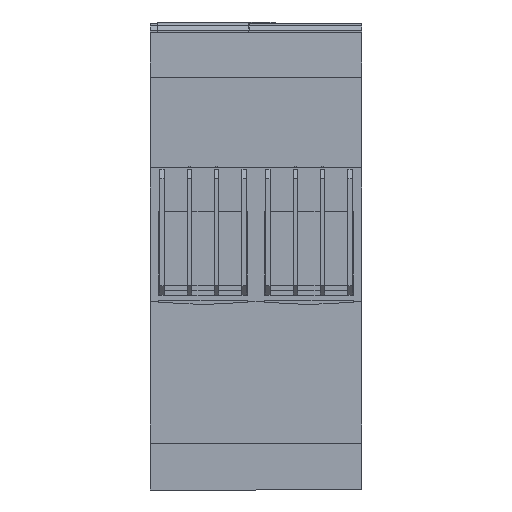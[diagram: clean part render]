
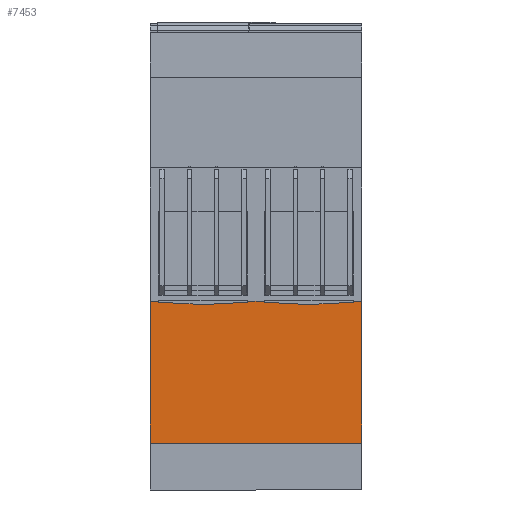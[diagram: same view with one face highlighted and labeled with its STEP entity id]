
A CAD part, front view. The second image highlights one B-rep face of the part: STEP entity #7453.
In plain terms, the highlighted planar face has unit normal (0, -1, 0).
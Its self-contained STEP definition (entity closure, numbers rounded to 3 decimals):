
#329=FACE_OUTER_BOUND('',#706,.T.);
#706=EDGE_LOOP('',(#5300,#5301,#5302,#5303,#5304,#5305,#5306,#5307,#5308,
#5309,#5310,#5311,#5312,#5313,#5314,#5315,#5316,#5317,#5318,#5319,#5320,
#5321));
#1334=LINE('',#11006,#2270);
#1335=LINE('',#11008,#2271);
#1336=LINE('',#11010,#2272);
#1337=LINE('',#11012,#2273);
#1338=LINE('',#11014,#2274);
#1339=LINE('',#11016,#2275);
#1340=LINE('',#11018,#2276);
#1341=LINE('',#11020,#2277);
#1342=LINE('',#11022,#2278);
#1343=LINE('',#11024,#2279);
#1344=LINE('',#11026,#2280);
#1345=LINE('',#11028,#2281);
#1346=LINE('',#11030,#2282);
#1347=LINE('',#11032,#2283);
#1348=LINE('',#11034,#2284);
#1349=LINE('',#11036,#2285);
#1350=LINE('',#11038,#2286);
#1351=LINE('',#11040,#2287);
#1352=LINE('',#11042,#2288);
#1353=LINE('',#11044,#2289);
#1354=LINE('',#11046,#2290);
#1355=LINE('',#11047,#2291);
#2270=VECTOR('',#8902,0.4);
#2271=VECTOR('',#8903,2.);
#2272=VECTOR('',#8904,0.121);
#2273=VECTOR('',#8905,7.46);
#2274=VECTOR('',#8906,7.46);
#2275=VECTOR('',#8907,0.121);
#2276=VECTOR('',#8908,2.);
#2277=VECTOR('',#8909,0.4);
#2278=VECTOR('',#8910,10.);
#2279=VECTOR('',#8911,10.);
#2280=VECTOR('',#8912,10.);
#2281=VECTOR('',#8913,10.);
#2282=VECTOR('',#8914,10.);
#2283=VECTOR('',#8915,0.4);
#2284=VECTOR('',#8916,2.);
#2285=VECTOR('',#8917,0.121);
#2286=VECTOR('',#8918,7.46);
#2287=VECTOR('',#8919,7.46);
#2288=VECTOR('',#8920,0.121);
#2289=VECTOR('',#8921,2.);
#2290=VECTOR('',#8922,0.4);
#2291=VECTOR('',#8923,10.);
#3164=VERTEX_POINT('',#11004);
#3165=VERTEX_POINT('',#11005);
#3166=VERTEX_POINT('',#11007);
#3167=VERTEX_POINT('',#11009);
#3168=VERTEX_POINT('',#11011);
#3169=VERTEX_POINT('',#11013);
#3170=VERTEX_POINT('',#11015);
#3171=VERTEX_POINT('',#11017);
#3172=VERTEX_POINT('',#11019);
#3173=VERTEX_POINT('',#11021);
#3174=VERTEX_POINT('',#11023);
#3175=VERTEX_POINT('',#11025);
#3176=VERTEX_POINT('',#11027);
#3177=VERTEX_POINT('',#11029);
#3178=VERTEX_POINT('',#11031);
#3179=VERTEX_POINT('',#11033);
#3180=VERTEX_POINT('',#11035);
#3181=VERTEX_POINT('',#11037);
#3182=VERTEX_POINT('',#11039);
#3183=VERTEX_POINT('',#11041);
#3184=VERTEX_POINT('',#11043);
#3185=VERTEX_POINT('',#11045);
#3982=EDGE_CURVE('',#3164,#3165,#1334,.T.);
#3983=EDGE_CURVE('',#3166,#3164,#1335,.T.);
#3984=EDGE_CURVE('',#3167,#3166,#1336,.T.);
#3985=EDGE_CURVE('',#3168,#3167,#1337,.T.);
#3986=EDGE_CURVE('',#3169,#3168,#1338,.T.);
#3987=EDGE_CURVE('',#3169,#3170,#1339,.T.);
#3988=EDGE_CURVE('',#3171,#3170,#1340,.T.);
#3989=EDGE_CURVE('',#3172,#3171,#1341,.T.);
#3990=EDGE_CURVE('',#3173,#3172,#1342,.T.);
#3991=EDGE_CURVE('',#3174,#3173,#1343,.T.);
#3992=EDGE_CURVE('',#3174,#3175,#1344,.T.);
#3993=EDGE_CURVE('',#3176,#3175,#1345,.T.);
#3994=EDGE_CURVE('',#3177,#3176,#1346,.T.);
#3995=EDGE_CURVE('',#3178,#3177,#1347,.T.);
#3996=EDGE_CURVE('',#3179,#3178,#1348,.T.);
#3997=EDGE_CURVE('',#3180,#3179,#1349,.T.);
#3998=EDGE_CURVE('',#3181,#3180,#1350,.T.);
#3999=EDGE_CURVE('',#3182,#3181,#1351,.T.);
#4000=EDGE_CURVE('',#3182,#3183,#1352,.T.);
#4001=EDGE_CURVE('',#3184,#3183,#1353,.T.);
#4002=EDGE_CURVE('',#3185,#3184,#1354,.T.);
#4003=EDGE_CURVE('',#3165,#3185,#1355,.T.);
#5300=ORIENTED_EDGE('',*,*,#3982,.F.);
#5301=ORIENTED_EDGE('',*,*,#3983,.F.);
#5302=ORIENTED_EDGE('',*,*,#3984,.F.);
#5303=ORIENTED_EDGE('',*,*,#3985,.F.);
#5304=ORIENTED_EDGE('',*,*,#3986,.F.);
#5305=ORIENTED_EDGE('',*,*,#3987,.T.);
#5306=ORIENTED_EDGE('',*,*,#3988,.F.);
#5307=ORIENTED_EDGE('',*,*,#3989,.F.);
#5308=ORIENTED_EDGE('',*,*,#3990,.F.);
#5309=ORIENTED_EDGE('',*,*,#3991,.F.);
#5310=ORIENTED_EDGE('',*,*,#3992,.T.);
#5311=ORIENTED_EDGE('',*,*,#3993,.F.);
#5312=ORIENTED_EDGE('',*,*,#3994,.F.);
#5313=ORIENTED_EDGE('',*,*,#3995,.F.);
#5314=ORIENTED_EDGE('',*,*,#3996,.F.);
#5315=ORIENTED_EDGE('',*,*,#3997,.F.);
#5316=ORIENTED_EDGE('',*,*,#3998,.F.);
#5317=ORIENTED_EDGE('',*,*,#3999,.F.);
#5318=ORIENTED_EDGE('',*,*,#4000,.T.);
#5319=ORIENTED_EDGE('',*,*,#4001,.F.);
#5320=ORIENTED_EDGE('',*,*,#4002,.F.);
#5321=ORIENTED_EDGE('',*,*,#4003,.F.);
#6805=PLANE('',#7885);
#7453=ADVANCED_FACE('',(#329),#6805,.T.);
#7885=AXIS2_PLACEMENT_3D('',#11003,#8900,#8901);
#8900=DIRECTION('center_axis',(0.,-1.,0.));
#8901=DIRECTION('ref_axis',(0.,0.,-1.));
#8902=DIRECTION('',(0.,0.,1.));
#8903=DIRECTION('',(1.,0.,0.));
#8904=DIRECTION('',(0.,0.,1.));
#8905=DIRECTION('',(0.999,0.,0.052));
#8906=DIRECTION('',(0.999,0.,-0.052));
#8907=DIRECTION('',(0.,0.,1.));
#8908=DIRECTION('',(1.,0.,0.));
#8909=DIRECTION('',(0.,0.,-1.));
#8910=DIRECTION('',(1.,0.,0.));
#8911=DIRECTION('',(0.,0.,1.));
#8912=DIRECTION('',(1.,0.,0.));
#8913=DIRECTION('',(0.,0.,-1.));
#8914=DIRECTION('',(1.,0.,0.));
#8915=DIRECTION('',(0.,0.,1.));
#8916=DIRECTION('',(1.,0.,0.));
#8917=DIRECTION('',(0.,0.,1.));
#8918=DIRECTION('',(0.999,0.,0.052));
#8919=DIRECTION('',(0.999,0.,-0.052));
#8920=DIRECTION('',(0.,0.,1.));
#8921=DIRECTION('',(1.,0.,0.));
#8922=DIRECTION('',(0.,0.,-1.));
#8923=DIRECTION('',(1.,0.,0.));
#11003=CARTESIAN_POINT('Origin',(-22.5,-39.133,40.088));
#11004=CARTESIAN_POINT('',(-1.8,-39.133,39.898));
#11005=CARTESIAN_POINT('',(-1.8,-39.133,40.088));
#11006=CARTESIAN_POINT('',(-1.8,-39.133,39.898));
#11007=CARTESIAN_POINT('',(-3.8,-39.133,39.898));
#11008=CARTESIAN_POINT('',(-3.8,-39.133,39.898));
#11009=CARTESIAN_POINT('',(-3.8,-39.133,39.777));
#11010=CARTESIAN_POINT('',(-3.8,-39.133,39.777));
#11011=CARTESIAN_POINT('',(-11.25,-39.133,39.387));
#11012=CARTESIAN_POINT('',(-11.25,-39.133,39.387));
#11013=CARTESIAN_POINT('',(-18.7,-39.133,39.777));
#11014=CARTESIAN_POINT('',(-18.7,-39.133,39.777));
#11015=CARTESIAN_POINT('',(-18.7,-39.133,39.898));
#11016=CARTESIAN_POINT('',(-18.7,-39.133,39.777));
#11017=CARTESIAN_POINT('',(-20.7,-39.133,39.898));
#11018=CARTESIAN_POINT('',(-20.7,-39.133,39.898));
#11019=CARTESIAN_POINT('',(-20.7,-39.133,40.088));
#11020=CARTESIAN_POINT('',(-20.7,-39.133,59.098));
#11021=CARTESIAN_POINT('',(-22.5,-39.133,40.088));
#11022=CARTESIAN_POINT('',(-22.5,-39.133,40.088));
#11023=CARTESIAN_POINT('',(-22.5,-39.133,9.958));
#11024=CARTESIAN_POINT('',(-22.5,-39.133,9.958));
#11025=CARTESIAN_POINT('',(22.5,-39.133,9.958));
#11026=CARTESIAN_POINT('',(-22.5,-39.133,9.958));
#11027=CARTESIAN_POINT('',(22.5,-39.133,40.088));
#11028=CARTESIAN_POINT('',(22.5,-39.133,9.958));
#11029=CARTESIAN_POINT('',(20.7,-39.133,40.088));
#11030=CARTESIAN_POINT('',(-22.5,-39.133,40.088));
#11031=CARTESIAN_POINT('',(20.7,-39.133,39.898));
#11032=CARTESIAN_POINT('',(20.7,-39.133,39.898));
#11033=CARTESIAN_POINT('',(18.7,-39.133,39.898));
#11034=CARTESIAN_POINT('',(18.7,-39.133,39.898));
#11035=CARTESIAN_POINT('',(18.7,-39.133,39.777));
#11036=CARTESIAN_POINT('',(18.7,-39.133,39.777));
#11037=CARTESIAN_POINT('',(11.25,-39.133,39.387));
#11038=CARTESIAN_POINT('',(11.25,-39.133,39.387));
#11039=CARTESIAN_POINT('',(3.8,-39.133,39.777));
#11040=CARTESIAN_POINT('',(3.8,-39.133,39.777));
#11041=CARTESIAN_POINT('',(3.8,-39.133,39.898));
#11042=CARTESIAN_POINT('',(3.8,-39.133,39.777));
#11043=CARTESIAN_POINT('',(1.8,-39.133,39.898));
#11044=CARTESIAN_POINT('',(1.8,-39.133,39.898));
#11045=CARTESIAN_POINT('',(1.8,-39.133,40.088));
#11046=CARTESIAN_POINT('',(1.8,-39.133,59.098));
#11047=CARTESIAN_POINT('',(-22.5,-39.133,40.088));
